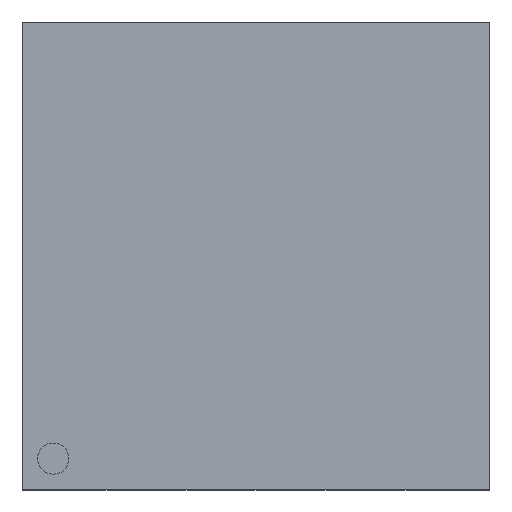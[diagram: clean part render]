
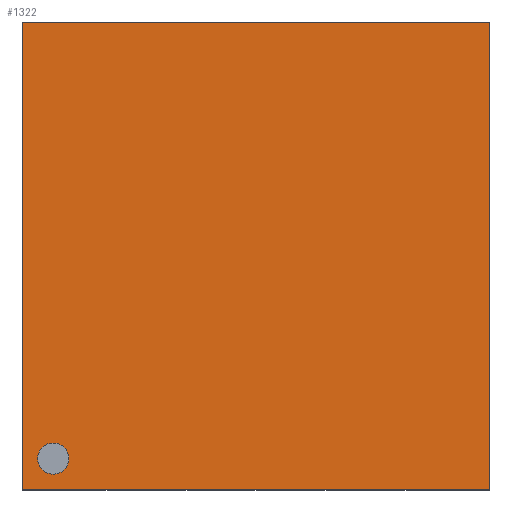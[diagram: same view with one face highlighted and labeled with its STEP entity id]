
A CAD part, top view. The second image highlights one B-rep face of the part: STEP entity #1322.
In plain terms, the highlighted planar face has unit normal (0, 0, 1).
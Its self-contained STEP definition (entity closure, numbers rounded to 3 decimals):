
#987 = VERTEX_POINT('',#988);
#988 = CARTESIAN_POINT('',(-1.5,-1.5,0.775));
#994 = EDGE_CURVE('',#987,#995,#997,.T.);
#995 = VERTEX_POINT('',#996);
#996 = CARTESIAN_POINT('',(1.5,-1.5,0.775));
#997 = LINE('',#998,#999);
#998 = CARTESIAN_POINT('',(-1.5,-1.5,0.775));
#999 = VECTOR('',#1000,1.);
#1000 = DIRECTION('',(1.,0.,0.));
#1121 = VERTEX_POINT('',#1122);
#1122 = CARTESIAN_POINT('',(-1.5,1.5,0.775));
#1128 = EDGE_CURVE('',#1121,#987,#1129,.T.);
#1129 = LINE('',#1130,#1131);
#1130 = CARTESIAN_POINT('',(-1.5,1.5,0.775));
#1131 = VECTOR('',#1132,1.);
#1132 = DIRECTION('',(0.,-1.,0.));
#1293 = EDGE_CURVE('',#995,#1294,#1296,.T.);
#1294 = VERTEX_POINT('',#1295);
#1295 = CARTESIAN_POINT('',(1.5,1.5,0.775));
#1296 = LINE('',#1297,#1298);
#1297 = CARTESIAN_POINT('',(1.5,-1.5,0.775));
#1298 = VECTOR('',#1299,1.);
#1299 = DIRECTION('',(0.,1.,0.));
#1322 = ADVANCED_FACE('',(#1323),#1334,.T.);
#1323 = FACE_BOUND('',#1324,.F.);
#1324 = EDGE_LOOP('',(#1325,#1326,#1327,#1333));
#1325 = ORIENTED_EDGE('',*,*,#994,.F.);
#1326 = ORIENTED_EDGE('',*,*,#1128,.F.);
#1327 = ORIENTED_EDGE('',*,*,#1328,.F.);
#1328 = EDGE_CURVE('',#1294,#1121,#1329,.T.);
#1329 = LINE('',#1330,#1331);
#1330 = CARTESIAN_POINT('',(1.5,1.5,0.775));
#1331 = VECTOR('',#1332,1.);
#1332 = DIRECTION('',(-1.,0.,0.));
#1333 = ORIENTED_EDGE('',*,*,#1293,.F.);
#1334 = PLANE('',#1335);
#1335 = AXIS2_PLACEMENT_3D('',#1336,#1337,#1338);
#1336 = CARTESIAN_POINT('',(0.,0.,
    0.775));
#1337 = DIRECTION('',(0.,0.,1.));
#1338 = DIRECTION('',(0.,1.,0.));
